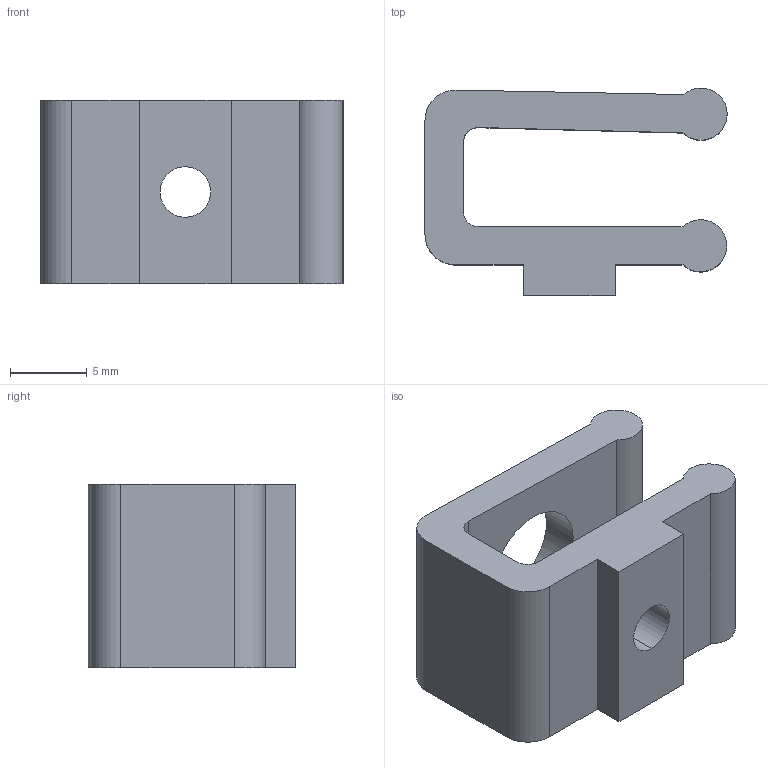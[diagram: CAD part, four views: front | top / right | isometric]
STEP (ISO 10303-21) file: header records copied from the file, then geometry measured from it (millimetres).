
FILE_DESCRIPTION (( 'STEP AP214' ), '1' );
FILE_NAME ('Battery holder (3D).STEP', '2022-02-11T13:16:26', ( '' ), ( '' ), 'SwSTEP 2.0', 'SolidWorks 2016', '' );
FILE_SCHEMA (( 'AUTOMOTIVE_DESIGN' ));
Length unit declared in the file: millimetre
Products named in the file (2): Battery holder (3D)
Bounding box: 19.72 x 13.54 x 12 mm (x, y, z)
Volume: 1336.4 mm3; surface area: 1449.8 mm2
Topology: 1 solids, 1 shells, 25 faces, 66 edges, 44 vertices
Faces by surface type: plane 13, cylinder 12
Entity records: 837 total; most frequent: CARTESIAN_POINT 149, DIRECTION 136, ORIENTED_EDGE 132, EDGE_CURVE 66, AXIS2_PLACEMENT_3D 47, VERTEX_POINT 44, VECTOR 42, LINE 42
